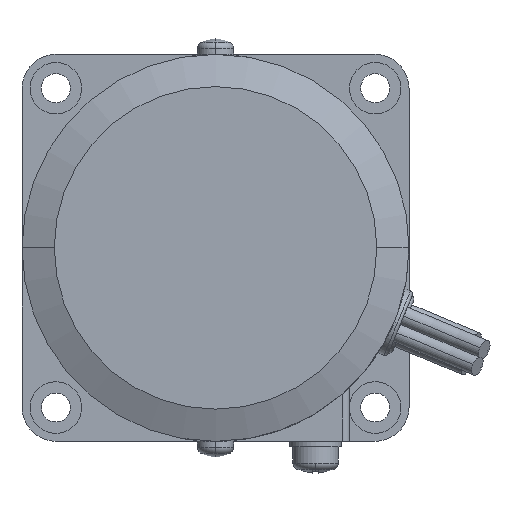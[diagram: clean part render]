
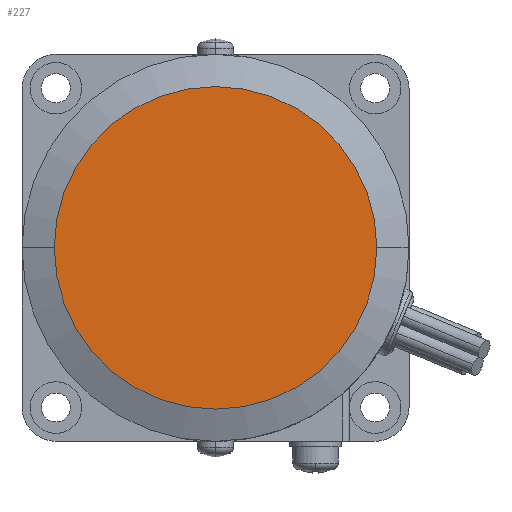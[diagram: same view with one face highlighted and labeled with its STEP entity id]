
A CAD part, left-side view. The second image highlights one B-rep face of the part: STEP entity #227.
In plain terms, the highlighted planar face has unit normal (-1, 0, 0).
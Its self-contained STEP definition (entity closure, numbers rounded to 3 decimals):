
#227 = ADVANCED_FACE( '', ( #557 ), #558, .T. );
#557 = FACE_OUTER_BOUND( '', #897, .T. );
#558 = PLANE( '', #898 );
#897 = EDGE_LOOP( '', ( #2145, #2146 ) );
#898 = AXIS2_PLACEMENT_3D( '', #2147, #2148, #2149 );
#2145 = ORIENTED_EDGE( '', *, *, #2233, .F. );
#2146 = ORIENTED_EDGE( '', *, *, #2594, .F. );
#2147 = CARTESIAN_POINT( '', ( -115., 12.5, 0. ) );
#2148 = DIRECTION( '', ( -1., 0., 0. ) );
#2149 = DIRECTION( '', ( 0., -1., 0. ) );
#2233 = EDGE_CURVE( '', #2672, #2675, #2676, .T. );
#2594 = EDGE_CURVE( '', #2675, #2672, #3265, .T. );
#2672 = VERTEX_POINT( '', #3345 );
#2675 = VERTEX_POINT( '', #3349 );
#2676 = CIRCLE( '', #3350, 25. );
#3265 = CIRCLE( '', #4452, 25. );
#3345 = CARTESIAN_POINT( '', ( -115., 25., 0. ) );
#3349 = CARTESIAN_POINT( '', ( -115., -25., 0. ) );
#3350 = AXIS2_PLACEMENT_3D( '', #4571, #4572, #4573 );
#4452 = AXIS2_PLACEMENT_3D( '', #5285, #5286, #5287 );
#4571 = CARTESIAN_POINT( '', ( -115., 0., 0. ) );
#4572 = DIRECTION( '', ( 1., 0., 0. ) );
#4573 = DIRECTION( '', ( 0., 1., 0. ) );
#5285 = CARTESIAN_POINT( '', ( -115., 0., 0. ) );
#5286 = DIRECTION( '', ( 1., 0., 0. ) );
#5287 = DIRECTION( '', ( 0., 1., 0. ) );
